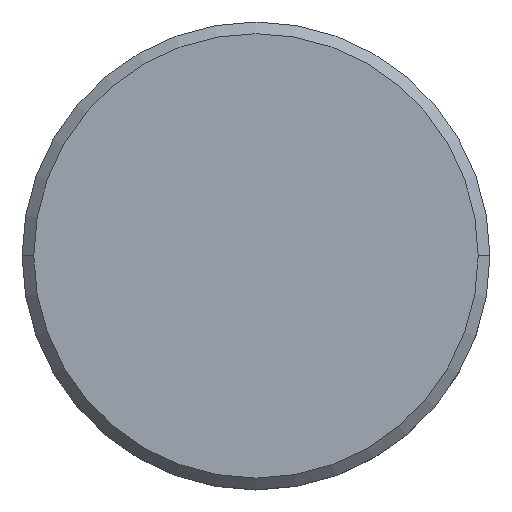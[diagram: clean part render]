
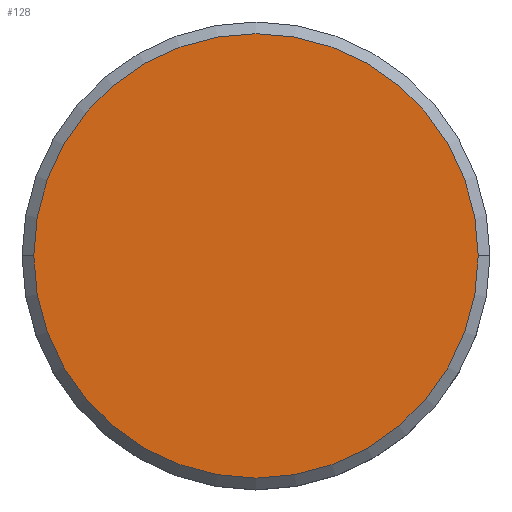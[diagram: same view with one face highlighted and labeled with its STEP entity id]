
A CAD part, top view. The second image highlights one B-rep face of the part: STEP entity #128.
In plain terms, the highlighted planar face has unit normal (0, 0, 1).
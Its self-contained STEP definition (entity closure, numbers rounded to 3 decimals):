
#13 = DIRECTION ( 'NONE',  ( 0., 0., 1. ) ) ;
#79 = AXIS2_PLACEMENT_3D ( 'NONE', #193, #593, #505 ) ;
#89 = CARTESIAN_POINT ( 'NONE',  ( 9.5, 0., 0. ) ) ;
#99 = CARTESIAN_POINT ( 'NONE',  ( 0., 0., 0. ) ) ;
#119 = CARTESIAN_POINT ( 'NONE',  ( 0., 0., 0. ) ) ;
#128 = ADVANCED_FACE ( 'NONE', ( #306 ), #204, .T. ) ;
#193 = CARTESIAN_POINT ( 'NONE',  ( 0., 0., 0. ) ) ;
#204 = PLANE ( 'NONE',  #538 ) ;
#208 = DIRECTION ( 'NONE',  ( 1., 0., 0. ) ) ;
#228 = EDGE_CURVE ( 'NONE', #453, #235, #584, .T. ) ;
#235 = VERTEX_POINT ( 'NONE', #89 ) ;
#240 = EDGE_LOOP ( 'NONE', ( #245, #450 ) ) ;
#245 = ORIENTED_EDGE ( 'NONE', *, *, #228, .T. ) ;
#306 = FACE_OUTER_BOUND ( 'NONE', #240, .T. ) ;
#317 = CIRCLE ( 'NONE', #547, 9.5 ) ;
#336 = CARTESIAN_POINT ( 'NONE',  ( -9.5, 0., 0. ) ) ;
#435 = DIRECTION ( 'NONE',  ( 0., 0., 1. ) ) ;
#450 = ORIENTED_EDGE ( 'NONE', *, *, #498, .T. ) ;
#453 = VERTEX_POINT ( 'NONE', #336 ) ;
#498 = EDGE_CURVE ( 'NONE', #235, #453, #317, .T. ) ;
#505 = DIRECTION ( 'NONE',  ( 1., 0., 0. ) ) ;
#526 = DIRECTION ( 'NONE',  ( 1., 0., 0. ) ) ;
#538 = AXIS2_PLACEMENT_3D ( 'NONE', #119, #435, #526 ) ;
#547 = AXIS2_PLACEMENT_3D ( 'NONE', #99, #13, #208 ) ;
#584 = CIRCLE ( 'NONE', #79, 9.5 ) ;
#593 = DIRECTION ( 'NONE',  ( 0., 0., 1. ) ) ;
